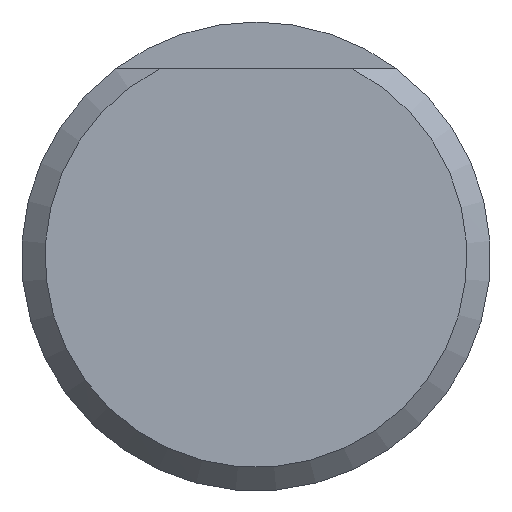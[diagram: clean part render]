
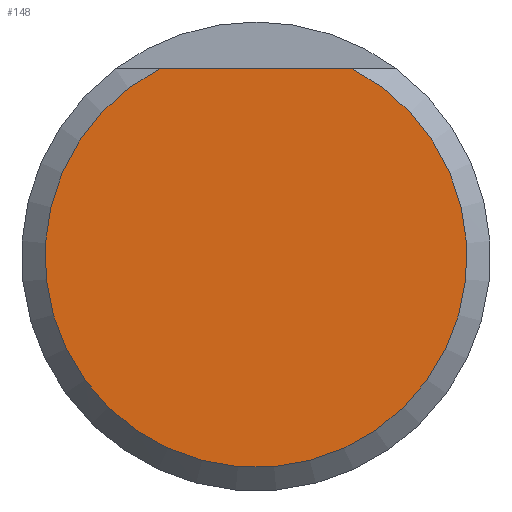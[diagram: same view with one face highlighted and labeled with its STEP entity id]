
A CAD part, left-side view. The second image highlights one B-rep face of the part: STEP entity #148.
In plain terms, the highlighted planar face has unit normal (-1, 0, 0).
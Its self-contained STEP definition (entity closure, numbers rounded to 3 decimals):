
#25=PLANE('',#177);
#41=LINE('',#263,#49);
#49=VECTOR('',#212,1000.);
#66=ORIENTED_EDGE('',*,*,#100,.F.);
#67=ORIENTED_EDGE('',*,*,#101,.F.);
#100=EDGE_CURVE('',#116,#117,#123,.T.);
#101=EDGE_CURVE('',#117,#116,#41,.T.);
#116=VERTEX_POINT('',#261);
#117=VERTEX_POINT('',#262);
#123=CIRCLE('',#178,4.5);
#128=EDGE_LOOP('',(#66,#67));
#138=FACE_BOUND('',#128,.T.);
#148=ADVANCED_FACE('',(#138),#25,.F.);
#177=AXIS2_PLACEMENT_3D('',#259,#208,#209);
#178=AXIS2_PLACEMENT_3D('',#260,#210,#211);
#208=DIRECTION('',(1.,0.,0.));
#209=DIRECTION('',(0.,0.,-1.));
#210=DIRECTION('',(1.,0.,0.));
#211=DIRECTION('',(0.,0.,-1.));
#212=DIRECTION('',(0.,-1.,0.));
#259=CARTESIAN_POINT('',(0.,0.,0.));
#260=CARTESIAN_POINT('',(0.,0.,0.));
#261=CARTESIAN_POINT('',(0.,-2.062,4.));
#262=CARTESIAN_POINT('',(0.,2.062,4.));
#263=CARTESIAN_POINT('',(0.,20.,4.));
